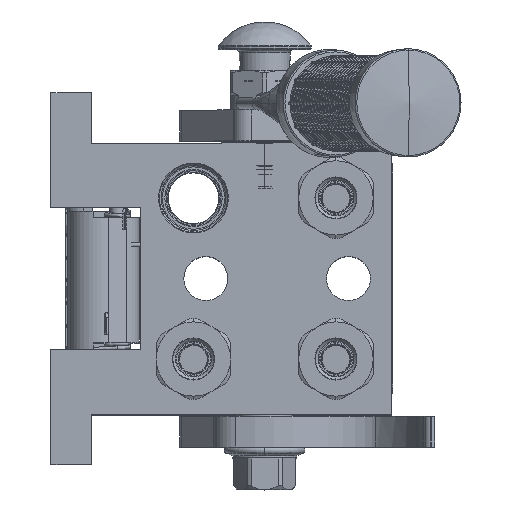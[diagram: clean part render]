
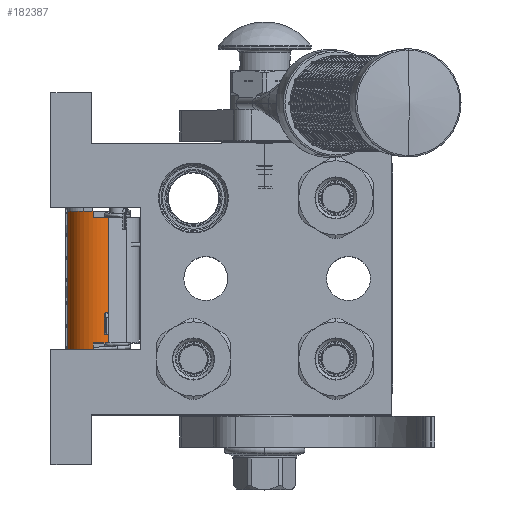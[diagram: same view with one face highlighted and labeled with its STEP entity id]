
A CAD part, top view. The second image highlights one B-rep face of the part: STEP entity #182387.
In plain terms, the highlighted cylindrical face has radius 9.5 mm (diameter 19 mm), a partial arc.
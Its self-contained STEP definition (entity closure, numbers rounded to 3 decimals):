
#2092 = ORIENTED_EDGE ( 'NONE', *, *, #126482, .F. ) ;
#2874 = ORIENTED_EDGE ( 'NONE', *, *, #104600, .T. ) ;
#9113 = EDGE_CURVE ( 'NONE', #46091, #40133, #129410, .T. ) ;
#13160 = CARTESIAN_POINT ( 'NONE',  ( 20.25, 0., -56.881 ) ) ;
#21917 = CARTESIAN_POINT ( 'NONE',  ( -20.25, -1.5, -47.5 ) ) ;
#23895 = EDGE_CURVE ( 'NONE', #157602, #46091, #159523, .T. ) ;
#24705 = AXIS2_PLACEMENT_3D ( 'NONE', #168291, #139105, #64530 ) ;
#28348 = DIRECTION ( 'NONE',  ( 1., 0., 0. ) ) ;
#33097 = AXIS2_PLACEMENT_3D ( 'NONE', #46969, #136667, #48253 ) ;
#38725 = CARTESIAN_POINT ( 'NONE',  ( -20.25, 0., -56.881 ) ) ;
#38970 = DIRECTION ( 'NONE',  ( 0., -0.385, -0.923 ) ) ;
#40133 = VERTEX_POINT ( 'NONE', #61703 ) ;
#40278 = FACE_OUTER_BOUND ( 'NONE', #102168, .T. ) ;
#41919 = EDGE_CURVE ( 'NONE', #154871, #164172, #77346, .T. ) ;
#44465 = VECTOR ( 'NONE', #116946, 1000. ) ;
#46091 = VERTEX_POINT ( 'NONE', #13160 ) ;
#46969 = CARTESIAN_POINT ( 'NONE',  ( -22.25, -1.5, -47.5 ) ) ;
#48253 = DIRECTION ( 'NONE',  ( 0., 0.158, -0.987 ) ) ;
#51393 = ORIENTED_EDGE ( 'NONE', *, *, #130698, .F. ) ;
#52349 = DIRECTION ( 'NONE',  ( 1., 0., 0. ) ) ;
#57281 = CARTESIAN_POINT ( 'NONE',  ( -22.25, -1.5, -47.5 ) ) ;
#61703 = CARTESIAN_POINT ( 'NONE',  ( 22.25, 0., -56.881 ) ) ;
#64530 = DIRECTION ( 'NONE',  ( 0., 0.158, -0.987 ) ) ;
#67418 = LINE ( 'NONE', #101250, #69670 ) ;
#67768 = AXIS2_PLACEMENT_3D ( 'NONE', #110112, #124507, #111392 ) ;
#68023 = DIRECTION ( 'NONE',  ( 1., 0., 0. ) ) ;
#69670 = VECTOR ( 'NONE', #99310, 1000. ) ;
#72439 = DIRECTION ( 'NONE',  ( 0., -1., 0. ) ) ;
#75073 = CARTESIAN_POINT ( 'NONE',  ( -20.25, -5.154, -56.269 ) ) ;
#77346 = LINE ( 'NONE', #189053, #143426 ) ;
#78105 = CARTESIAN_POINT ( 'NONE',  ( 22.25, 8., -47.5 ) ) ;
#84462 = ORIENTED_EDGE ( 'NONE', *, *, #23895, .F. ) ;
#87079 = CARTESIAN_POINT ( 'NONE',  ( 20.25, -5.154, -56.269 ) ) ;
#91352 = AXIS2_PLACEMENT_3D ( 'NONE', #21917, #68023, #38970 ) ;
#94916 = CIRCLE ( 'NONE', #91352, 9.5 ) ;
#98300 = VECTOR ( 'NONE', #28348, 1000. ) ;
#99310 = DIRECTION ( 'NONE',  ( 1., 0., 0. ) ) ;
#101250 = CARTESIAN_POINT ( 'NONE',  ( -22.25, 0., -56.881 ) ) ;
#102168 = EDGE_LOOP ( 'NONE', ( #2092, #2874, #128512, #109301, #114020, #51393, #165429, #84462 ) ) ;
#102353 = VERTEX_POINT ( 'NONE', #38725 ) ;
#102431 = CIRCLE ( 'NONE', #33097, 9.5 ) ;
#104600 = EDGE_CURVE ( 'NONE', #136163, #102353, #94916, .T. ) ;
#109301 = ORIENTED_EDGE ( 'NONE', *, *, #138273, .T. ) ;
#110112 = CARTESIAN_POINT ( 'NONE',  ( 20.25, -1.5, -47.5 ) ) ;
#111392 = DIRECTION ( 'NONE',  ( 0., -0.385, -0.923 ) ) ;
#114020 = ORIENTED_EDGE ( 'NONE', *, *, #41919, .T. ) ;
#116242 = CARTESIAN_POINT ( 'NONE',  ( -20.25, -5.154, -56.269 ) ) ;
#116946 = DIRECTION ( 'NONE',  ( 1., 0., 0. ) ) ;
#117407 = LINE ( 'NONE', #75073, #98300 ) ;
#118063 = CYLINDRICAL_SURFACE ( 'NONE', #119980, 9.5 ) ;
#119980 = AXIS2_PLACEMENT_3D ( 'NONE', #57281, #162953, #72439 ) ;
#124507 = DIRECTION ( 'NONE',  ( 1., 0., 0. ) ) ;
#126482 = EDGE_CURVE ( 'NONE', #136163, #157602, #117407, .T. ) ;
#128512 = ORIENTED_EDGE ( 'NONE', *, *, #156949, .F. ) ;
#129410 = LINE ( 'NONE', #129499, #44465 ) ;
#129499 = CARTESIAN_POINT ( 'NONE',  ( 20.25, 0., -56.881 ) ) ;
#130002 = CARTESIAN_POINT ( 'NONE',  ( -22.25, 0., -56.881 ) ) ;
#130698 = EDGE_CURVE ( 'NONE', #40133, #164172, #132864, .T. ) ;
#132864 = CIRCLE ( 'NONE', #24705, 9.5 ) ;
#136163 = VERTEX_POINT ( 'NONE', #116242 ) ;
#136667 = DIRECTION ( 'NONE',  ( 1., 0., 0. ) ) ;
#138273 = EDGE_CURVE ( 'NONE', #160130, #154871, #102431, .T. ) ;
#139105 = DIRECTION ( 'NONE',  ( 1., 0., 0. ) ) ;
#139367 = CARTESIAN_POINT ( 'NONE',  ( -22.25, 8., -47.5 ) ) ;
#143426 = VECTOR ( 'NONE', #52349, 1000. ) ;
#154871 = VERTEX_POINT ( 'NONE', #139367 ) ;
#156949 = EDGE_CURVE ( 'NONE', #160130, #102353, #67418, .T. ) ;
#157602 = VERTEX_POINT ( 'NONE', #87079 ) ;
#159523 = CIRCLE ( 'NONE', #67768, 9.5 ) ;
#160130 = VERTEX_POINT ( 'NONE', #130002 ) ;
#162953 = DIRECTION ( 'NONE',  ( -1., 0., 0. ) ) ;
#164172 = VERTEX_POINT ( 'NONE', #78105 ) ;
#165429 = ORIENTED_EDGE ( 'NONE', *, *, #9113, .F. ) ;
#168291 = CARTESIAN_POINT ( 'NONE',  ( 22.25, -1.5, -47.5 ) ) ;
#182387 = ADVANCED_FACE ( 'NONE', ( #40278 ), #118063, .T. ) ;
#189053 = CARTESIAN_POINT ( 'NONE',  ( -22.25, 8., -47.5 ) ) ;
